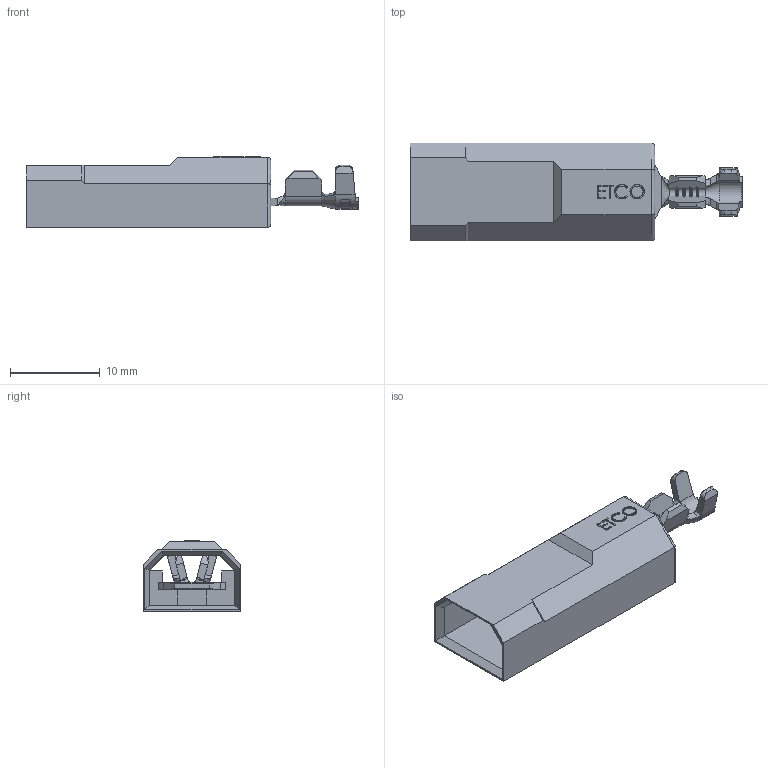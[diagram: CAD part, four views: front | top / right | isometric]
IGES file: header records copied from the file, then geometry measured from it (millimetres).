
Start section: SolidWorks IGES file using analytic representation for surfaces
Global section: file name: PM227N-PM228N-PM229N.IGS; native system: SolidWorks 2019; preprocessor: SolidWorks 2019; author: sjohnson; date: 191231.094606; units: inch
Bounding box: 37.03 x 10.92 x 7.9 mm (x, y, z)
Surface area: 2258.6 mm2 (no closed solid volume)
Topology: 0 solids, 0 shells, 320 faces, 2567 edges, 2564 vertices
Faces by surface type: bspline 278, revolution 42
